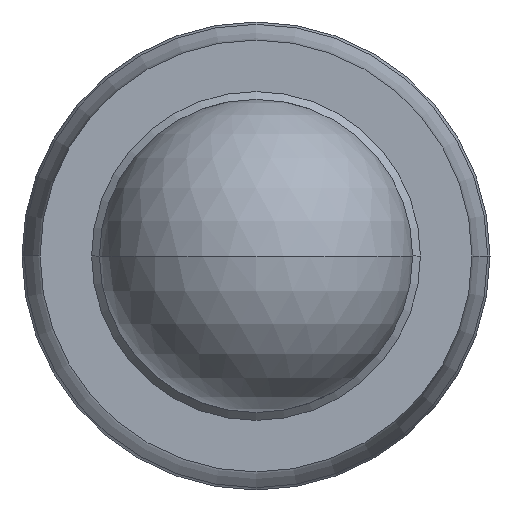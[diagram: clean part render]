
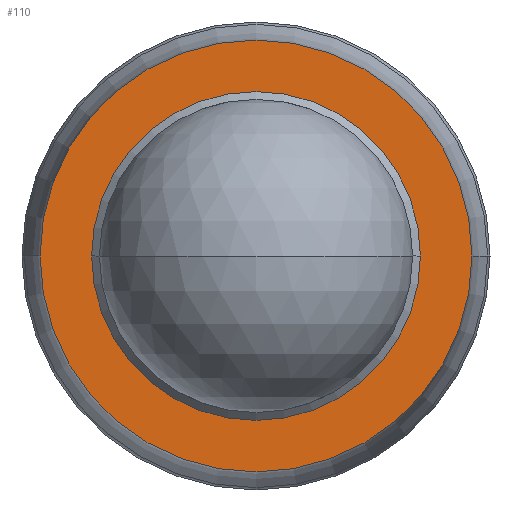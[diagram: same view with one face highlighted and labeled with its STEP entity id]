
A CAD part, left-side view. The second image highlights one B-rep face of the part: STEP entity #110.
In plain terms, the highlighted planar face has unit normal (-1, 0, 0).
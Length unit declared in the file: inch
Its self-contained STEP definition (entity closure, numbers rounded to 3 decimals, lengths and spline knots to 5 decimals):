
#2 = CARTESIAN_POINT ( 'NONE',  ( 0., 0., 0. ) ) ;
#5 = DIRECTION ( 'NONE',  ( -1., 0., 0. ) ) ;
#12 = AXIS2_PLACEMENT_3D ( 'NONE', #2, #5, #534 ) ;
#16 = CIRCLE ( 'NONE', #17, 0.0189 ) ;
#17 = AXIS2_PLACEMENT_3D ( 'NONE', #55, #36, #318 ) ;
#36 = DIRECTION ( 'NONE',  ( -1., 0., 0. ) ) ;
#52 = VERTEX_POINT ( 'NONE', #288 ) ;
#55 = CARTESIAN_POINT ( 'NONE',  ( 0., 0., 0. ) ) ;
#62 = DIRECTION ( 'NONE',  ( 0., -1., 0. ) ) ;
#69 = CARTESIAN_POINT ( 'NONE',  ( 0., 0.02482, 0. ) ) ;
#78 = VERTEX_POINT ( 'NONE', #69 ) ;
#82 = DIRECTION ( 'NONE',  ( 0., 1., 0. ) ) ;
#110 = ADVANCED_FACE ( 'NONE', ( #266, #235 ), #306, .F. ) ;
#134 = DIRECTION ( 'NONE',  ( 0., -1., 0. ) ) ;
#143 = CIRCLE ( 'NONE', #12, 0.02482 ) ;
#179 = VERTEX_POINT ( 'NONE', #492 ) ;
#195 = AXIS2_PLACEMENT_3D ( 'NONE', #214, #301, #134 ) ;
#212 = EDGE_CURVE ( 'NONE', #78, #179, #459, .T. ) ;
#214 = CARTESIAN_POINT ( 'NONE',  ( 0., 0., 0. ) ) ;
#217 = CARTESIAN_POINT ( 'NONE',  ( 0., 0., 0. ) ) ;
#235 = FACE_OUTER_BOUND ( 'NONE', #440, .T. ) ;
#240 = EDGE_CURVE ( 'NONE', #179, #78, #143, .T. ) ;
#266 = FACE_BOUND ( 'NONE', #451, .T. ) ;
#270 = EDGE_CURVE ( 'NONE', #52, #480, #520, .T. ) ;
#279 = DIRECTION ( 'NONE',  ( -1., 0., 0. ) ) ;
#288 = CARTESIAN_POINT ( 'NONE',  ( 0., 0.0189, 0. ) ) ;
#291 = ORIENTED_EDGE ( 'NONE', *, *, #240, .T. ) ;
#301 = DIRECTION ( 'NONE',  ( -1., 0., 0. ) ) ;
#306 = PLANE ( 'NONE',  #421 ) ;
#318 = DIRECTION ( 'NONE',  ( 0., -1., 0. ) ) ;
#370 = ORIENTED_EDGE ( 'NONE', *, *, #499, .F. ) ;
#396 = DIRECTION ( 'NONE',  ( 1., 0., 0. ) ) ;
#421 = AXIS2_PLACEMENT_3D ( 'NONE', #510, #396, #82 ) ;
#440 = EDGE_LOOP ( 'NONE', ( #291, #554 ) ) ;
#451 = EDGE_LOOP ( 'NONE', ( #370, #523 ) ) ;
#459 = CIRCLE ( 'NONE', #195, 0.02482 ) ;
#480 = VERTEX_POINT ( 'NONE', #560 ) ;
#492 = CARTESIAN_POINT ( 'NONE',  ( 0., -0.02482, 0. ) ) ;
#499 = EDGE_CURVE ( 'NONE', #480, #52, #16, .T. ) ;
#503 = AXIS2_PLACEMENT_3D ( 'NONE', #217, #279, #62 ) ;
#510 = CARTESIAN_POINT ( 'NONE',  ( 0., 0.02482, 0. ) ) ;
#520 = CIRCLE ( 'NONE', #503, 0.0189 ) ;
#523 = ORIENTED_EDGE ( 'NONE', *, *, #270, .F. ) ;
#534 = DIRECTION ( 'NONE',  ( 0., -1., 0. ) ) ;
#554 = ORIENTED_EDGE ( 'NONE', *, *, #212, .T. ) ;
#560 = CARTESIAN_POINT ( 'NONE',  ( 0., -0.0189, 0. ) ) ;
